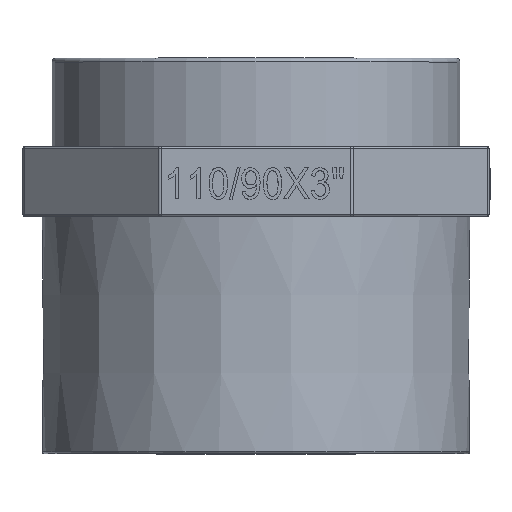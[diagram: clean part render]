
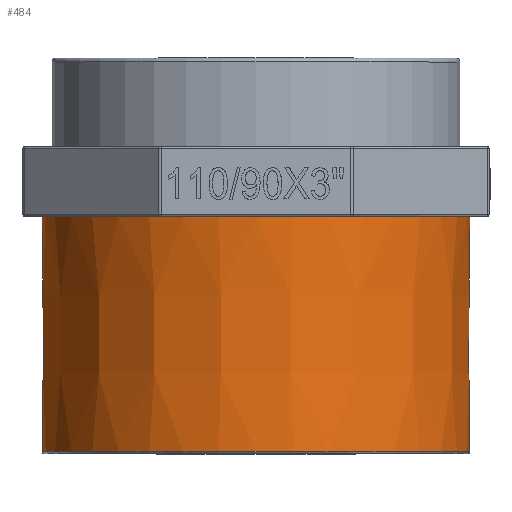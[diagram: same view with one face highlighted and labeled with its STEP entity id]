
A CAD part, top view. The second image highlights one B-rep face of the part: STEP entity #484.
In plain terms, the highlighted conical face has half-angle 0.047 degrees and reference radius 55 mm.
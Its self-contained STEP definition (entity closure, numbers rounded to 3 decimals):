
#106=CONICAL_SURFACE('',#4364,55.,0.047);
#399=CIRCLE('',#4361,55.);
#400=CIRCLE('',#4363,55.05);
#484=ADVANCED_FACE('',(#1396,#1397),#106,.T.);
#1396=FACE_BOUND('',#1480,.T.);
#1397=FACE_BOUND('',#1481,.T.);
#1480=EDGE_LOOP('',(#1939));
#1481=EDGE_LOOP('',(#1940));
#1939=ORIENTED_EDGE('',*,*,#3544,.T.);
#1940=ORIENTED_EDGE('',*,*,#3543,.F.);
#3141=VERTEX_POINT('',#7404);
#3142=VERTEX_POINT('',#7407);
#3543=EDGE_CURVE('',#3141,#3141,#399,.T.);
#3544=EDGE_CURVE('',#3142,#3142,#400,.T.);
#4361=AXIS2_PLACEMENT_3D('',#7403,#4722,#4723);
#4363=AXIS2_PLACEMENT_3D('',#7406,#4726,#4727);
#4364=AXIS2_PLACEMENT_3D('',#7408,#4728,#4729);
#4722=DIRECTION('',(0.,-1.,0.));
#4723=DIRECTION('',(0.,0.,-1.));
#4726=DIRECTION('',(0.,-1.,0.));
#4727=DIRECTION('',(0.,0.,-1.));
#4728=DIRECTION('',(0.,1.,0.));
#4729=DIRECTION('',(0.,0.,1.));
#7403=CARTESIAN_POINT('',(63471.2,1593.903,0.));
#7404=CARTESIAN_POINT('',(63471.2,1593.903,-55.));
#7406=CARTESIAN_POINT('',(63471.2,1654.403,0.));
#7407=CARTESIAN_POINT('',(63471.2,1654.403,-55.05));
#7408=CARTESIAN_POINT('',(63471.2,1593.903,0.));
